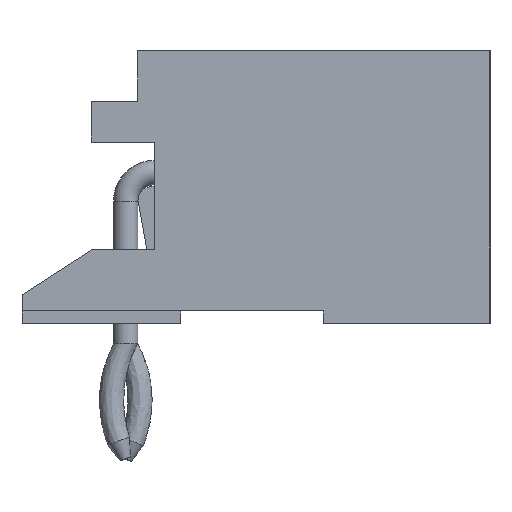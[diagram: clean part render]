
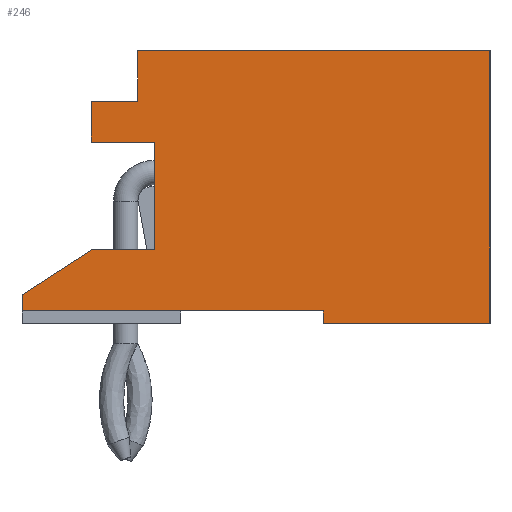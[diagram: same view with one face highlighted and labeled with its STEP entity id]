
A CAD part, left-side view. The second image highlights one B-rep face of the part: STEP entity #246.
In plain terms, the highlighted planar face has unit normal (-1, 0, 0).
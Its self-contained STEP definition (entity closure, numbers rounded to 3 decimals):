
#72=FACE_OUTER_BOUND('',#1393,.T.);
#246=ADVANCED_FACE('',(#72),#411,.T.);
#411=PLANE('',#3281);
#563=LINE('',#4292,#918);
#566=LINE('',#4310,#921);
#613=LINE('',#4600,#968);
#625=LINE('',#4668,#980);
#626=LINE('',#4670,#981);
#627=LINE('',#4672,#982);
#628=LINE('',#4674,#983);
#629=LINE('',#4676,#984);
#630=LINE('',#4678,#985);
#631=LINE('',#4680,#986);
#632=LINE('',#4682,#987);
#633=LINE('',#4683,#988);
#634=LINE('',#4685,#989);
#918=VECTOR('',#3494,1.);
#921=VECTOR('',#3511,1.);
#968=VECTOR('',#3586,1.);
#980=VECTOR('',#3614,1.);
#981=VECTOR('',#3615,1.);
#982=VECTOR('',#3616,1.);
#983=VECTOR('',#3617,1.);
#984=VECTOR('',#3618,1.);
#985=VECTOR('',#3619,1.);
#986=VECTOR('',#3620,1.);
#987=VECTOR('',#3621,1.);
#988=VECTOR('',#3622,1.);
#989=VECTOR('',#3623,1.);
#1393=EDGE_LOOP('',(#1736,#1737,#1738,#1739,#1740,#1741,#1742,#1743,#1744,
#1745,#1746,#1747,#1748));
#1736=ORIENTED_EDGE('',*,*,#2871,.T.);
#1737=ORIENTED_EDGE('',*,*,#2890,.T.);
#1738=ORIENTED_EDGE('',*,*,#2891,.T.);
#1739=ORIENTED_EDGE('',*,*,#2892,.F.);
#1740=ORIENTED_EDGE('',*,*,#2893,.F.);
#1741=ORIENTED_EDGE('',*,*,#2894,.T.);
#1742=ORIENTED_EDGE('',*,*,#2895,.T.);
#1743=ORIENTED_EDGE('',*,*,#2896,.T.);
#1744=ORIENTED_EDGE('',*,*,#2897,.T.);
#1745=ORIENTED_EDGE('',*,*,#2806,.T.);
#1746=ORIENTED_EDGE('',*,*,#2797,.T.);
#1747=ORIENTED_EDGE('',*,*,#2898,.T.);
#1748=ORIENTED_EDGE('',*,*,#2899,.T.);
#2466=VERTEX_POINT('',#4238);
#2493=VERTEX_POINT('',#4291);
#2502=VERTEX_POINT('',#4311);
#2560=VERTEX_POINT('',#4599);
#2561=VERTEX_POINT('',#4601);
#2575=VERTEX_POINT('',#4669);
#2576=VERTEX_POINT('',#4671);
#2577=VERTEX_POINT('',#4673);
#2578=VERTEX_POINT('',#4675);
#2579=VERTEX_POINT('',#4677);
#2580=VERTEX_POINT('',#4679);
#2581=VERTEX_POINT('',#4681);
#2582=VERTEX_POINT('',#4684);
#2797=EDGE_CURVE('',#2466,#2493,#563,.T.);
#2806=EDGE_CURVE('',#2502,#2466,#566,.T.);
#2871=EDGE_CURVE('',#2561,#2560,#613,.T.);
#2890=EDGE_CURVE('',#2560,#2575,#625,.T.);
#2891=EDGE_CURVE('',#2575,#2576,#626,.T.);
#2892=EDGE_CURVE('',#2577,#2576,#627,.T.);
#2893=EDGE_CURVE('',#2578,#2577,#628,.T.);
#2894=EDGE_CURVE('',#2578,#2579,#629,.T.);
#2895=EDGE_CURVE('',#2579,#2580,#630,.T.);
#2896=EDGE_CURVE('',#2580,#2581,#631,.T.);
#2897=EDGE_CURVE('',#2581,#2502,#632,.T.);
#2898=EDGE_CURVE('',#2493,#2582,#633,.T.);
#2899=EDGE_CURVE('',#2582,#2561,#634,.T.);
#3281=AXIS2_PLACEMENT_3D('',#4686,#3624,#3625);
#3494=DIRECTION('',(0.,1.,0.));
#3511=DIRECTION('',(0.,0.,-1.));
#3586=DIRECTION('',(0.,-1.,0.));
#3614=DIRECTION('',(0.,0.,-1.));
#3615=DIRECTION('',(0.,-1.,0.));
#3616=DIRECTION('',(0.,0.,-1.));
#3617=DIRECTION('',(0.,-1.,0.));
#3618=DIRECTION('',(0.,0.,-1.));
#3619=DIRECTION('',(0.,1.,0.));
#3620=DIRECTION('',(0.,0.,-1.));
#3621=DIRECTION('',(0.,-1.,0.));
#3622=DIRECTION('',(0.,0.84,-0.543));
#3623=DIRECTION('',(0.,0.,-1.));
#3624=DIRECTION('',(-1.,0.,0.));
#3625=DIRECTION('',(0.,0.,1.));
#4238=CARTESIAN_POINT('',(-8.7,11.15,1.5));
#4291=CARTESIAN_POINT('',(-8.7,12.7,1.5));
#4292=CARTESIAN_POINT('',(-8.7,11.15,1.5));
#4310=CARTESIAN_POINT('',(-8.7,11.15,4.15));
#4311=CARTESIAN_POINT('',(-8.7,11.15,4.15));
#4599=CARTESIAN_POINT('',(-8.7,7.,0.));
#4600=CARTESIAN_POINT('',(-8.7,14.4,0.));
#4601=CARTESIAN_POINT('',(-8.7,14.4,0.));
#4668=CARTESIAN_POINT('',(-8.7,7.,0.));
#4669=CARTESIAN_POINT('',(-8.7,7.,-0.3));
#4670=CARTESIAN_POINT('',(-8.7,14.4,-0.3));
#4671=CARTESIAN_POINT('',(-8.7,2.9,-0.3));
#4672=CARTESIAN_POINT('',(-8.7,2.9,6.4));
#4673=CARTESIAN_POINT('',(-8.7,2.9,6.4));
#4674=CARTESIAN_POINT('',(-8.7,14.4,6.4));
#4675=CARTESIAN_POINT('',(-8.7,11.55,6.4));
#4676=CARTESIAN_POINT('',(-8.7,11.55,6.4));
#4677=CARTESIAN_POINT('',(-8.7,11.55,5.15));
#4678=CARTESIAN_POINT('',(-8.7,11.55,5.15));
#4679=CARTESIAN_POINT('',(-8.7,12.7,5.15));
#4680=CARTESIAN_POINT('',(-8.7,12.7,5.15));
#4681=CARTESIAN_POINT('',(-8.7,12.7,4.15));
#4682=CARTESIAN_POINT('',(-8.7,12.7,4.15));
#4683=CARTESIAN_POINT('',(-8.7,12.7,1.5));
#4684=CARTESIAN_POINT('',(-8.7,14.4,0.4));
#4685=CARTESIAN_POINT('',(-8.7,14.4,6.4));
#4686=CARTESIAN_POINT('',(-8.7,14.4,6.4));
